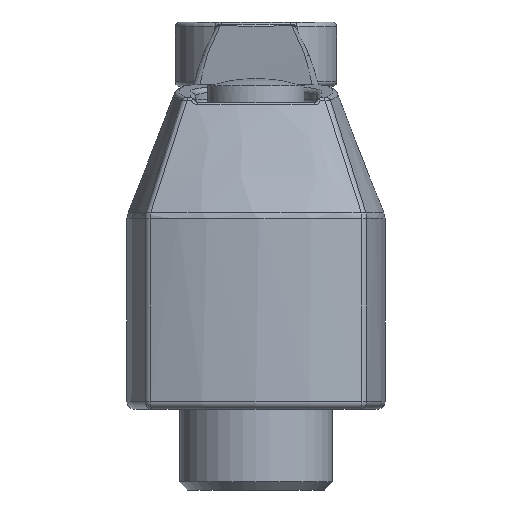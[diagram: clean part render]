
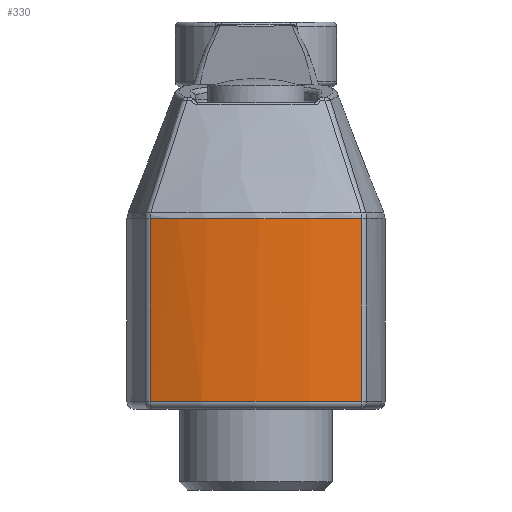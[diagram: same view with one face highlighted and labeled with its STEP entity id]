
A CAD part, left-side view. The second image highlights one B-rep face of the part: STEP entity #330.
In plain terms, the highlighted cylindrical face has radius 19.619 mm (diameter 39.239 mm), a partial arc.
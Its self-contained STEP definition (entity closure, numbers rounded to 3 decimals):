
#330 = ADVANCED_FACE( '', ( #718 ), #719, .T. );
#718 = FACE_OUTER_BOUND( '', #5626, .T. );
#719 = CYLINDRICAL_SURFACE( '', #5627, 19.619 );
#5626 = EDGE_LOOP( '', ( #11007, #11008, #11009, #11010 ) );
#5627 = AXIS2_PLACEMENT_3D( '', #11011, #11012, #11013 );
#11007 = ORIENTED_EDGE( '', *, *, #11610, .T. );
#11008 = ORIENTED_EDGE( '', *, *, #11729, .T. );
#11009 = ORIENTED_EDGE( '', *, *, #11511, .T. );
#11010 = ORIENTED_EDGE( '', *, *, #11494, .T. );
#11011 = CARTESIAN_POINT( '', ( 11.619, 0., 0. ) );
#11012 = DIRECTION( '', ( 0., 0., 1. ) );
#11013 = DIRECTION( '', ( -1., 0., 0. ) );
#11494 = EDGE_CURVE( '', #12022, #12020, #12023, .T. );
#11511 = EDGE_CURVE( '', #12050, #12022, #12051, .F. );
#11610 = EDGE_CURVE( '', #12020, #12198, #12200, .T. );
#11729 = EDGE_CURVE( '', #12198, #12050, #12350, .F. );
#12020 = VERTEX_POINT( '', #13800 );
#12022 = VERTEX_POINT( '', #13805 );
#12023 = B_SPLINE_CURVE_WITH_KNOTS( '', 3, ( #13806, #13807, #13808, #13809, #13810, #13811, #13812, #13813, #13814, #13815, #13816, #13817, #13818, #13819, #13820, #13821, #13822, #13823, #13824, #13825, #13826, #13827, #13828, #13829, #13830, #13831, #13832, #13833, #13834, #13835, #13836, #13837, #13838, #13839, #13840, #13841, #13842 ), .UNSPECIFIED., .F., .F., ( 4, 2, 1, 1, 2, 2, 2, 1, 1, 1, 2, 2, 2, 2, 2, 1, 2, 2, 1, 2, 2, 4 ), ( 0., 0., 0., 0.001, 0.001, 0.002, 0.003, 0.004, 0.004, 0.005, 0.006, 0.007, 0.007, 0.008, 0.009, 0.01, 0.01, 0.011, 0.012, 0.013, 0.013, 0.014 ), .UNSPECIFIED. );
#12050 = VERTEX_POINT( '', #13956 );
#12051 = LINE( '', #13957, #13958 );
#12198 = VERTEX_POINT( '', #14779 );
#12200 = LINE( '', #14781, #14782 );
#12350 = CIRCLE( '', #15740, 19.619 );
#13800 = CARTESIAN_POINT( '', ( -6.869, 6.565, 11.806 ) );
#13805 = CARTESIAN_POINT( '', ( -6.869, -6.565, 11.806 ) );
#13806 = CARTESIAN_POINT( '', ( -6.869, -6.565, 11.806 ) );
#13807 = CARTESIAN_POINT( '', ( -6.881, -6.532, 11.806 ) );
#13808 = CARTESIAN_POINT( '', ( -6.892, -6.499, 11.806 ) );
#13809 = CARTESIAN_POINT( '', ( -6.916, -6.432, 11.806 ) );
#13810 = CARTESIAN_POINT( '', ( -6.95, -6.332, 11.806 ) );
#13811 = CARTESIAN_POINT( '', ( -7.029, -6.099, 11.806 ) );
#13812 = CARTESIAN_POINT( '', ( -7.093, -5.899, 11.805 ) );
#13813 = CARTESIAN_POINT( '', ( -7.216, -5.497, 11.805 ) );
#13814 = CARTESIAN_POINT( '', ( -7.293, -5.228, 11.805 ) );
#13815 = CARTESIAN_POINT( '', ( -7.433, -4.689, 11.804 ) );
#13816 = CARTESIAN_POINT( '', ( -7.498, -4.418, 11.804 ) );
#13817 = CARTESIAN_POINT( '', ( -7.616, -3.875, 11.803 ) );
#13818 = CARTESIAN_POINT( '', ( -7.721, -3.329, 11.802 ) );
#13819 = CARTESIAN_POINT( '', ( -7.845, -2.505, 11.802 ) );
#13820 = CARTESIAN_POINT( '', ( -7.934, -1.675, 11.801 ) );
#13821 = CARTESIAN_POINT( '', ( -7.97, -1.117, 11.801 ) );
#13822 = CARTESIAN_POINT( '', ( -7.988, -0.698, 11.801 ) );
#13823 = CARTESIAN_POINT( '', ( -7.993, -0.558, 11.801 ) );
#13824 = CARTESIAN_POINT( '', ( -7.999, -0.277, 11.801 ) );
#13825 = CARTESIAN_POINT( '', ( -8., -0.136, 11.801 ) );
#13826 = CARTESIAN_POINT( '', ( -8., 0.286, 11.801 ) );
#13827 = CARTESIAN_POINT( '', ( -7.994, 0.567, 11.802 ) );
#13828 = CARTESIAN_POINT( '', ( -7.97, 1.126, 11.802 ) );
#13829 = CARTESIAN_POINT( '', ( -7.952, 1.405, 11.802 ) );
#13830 = CARTESIAN_POINT( '', ( -7.904, 1.96, 11.802 ) );
#13831 = CARTESIAN_POINT( '', ( -7.844, 2.513, 11.802 ) );
#13832 = CARTESIAN_POINT( '', ( -7.762, 3.062, 11.803 ) );
#13833 = CARTESIAN_POINT( '', ( -7.667, 3.608, 11.803 ) );
#13834 = CARTESIAN_POINT( '', ( -7.614, 3.881, 11.803 ) );
#13835 = CARTESIAN_POINT( '', ( -7.497, 4.423, 11.804 ) );
#13836 = CARTESIAN_POINT( '', ( -7.368, 4.964, 11.804 ) );
#13837 = CARTESIAN_POINT( '', ( -7.215, 5.5, 11.805 ) );
#13838 = CARTESIAN_POINT( '', ( -7.092, 5.901, 11.805 ) );
#13839 = CARTESIAN_POINT( '', ( -7.05, 6.034, 11.805 ) );
#13840 = CARTESIAN_POINT( '', ( -6.962, 6.3, 11.806 ) );
#13841 = CARTESIAN_POINT( '', ( -6.916, 6.433, 11.806 ) );
#13842 = CARTESIAN_POINT( '', ( -6.869, 6.565, 11.806 ) );
#13956 = CARTESIAN_POINT( '', ( -6.869, -6.565, 0.5 ) );
#13957 = CARTESIAN_POINT( '', ( -6.869, -6.565, 0. ) );
#13958 = VECTOR( '', #16428, 1000. );
#14779 = CARTESIAN_POINT( '', ( -6.869, 6.565, 0.5 ) );
#14781 = CARTESIAN_POINT( '', ( -6.869, 6.565, 0. ) );
#14782 = VECTOR( '', #16488, 1000. );
#15740 = AXIS2_PLACEMENT_3D( '', #16589, #16590, #16591 );
#16428 = DIRECTION( '', ( 0., 0., -1. ) );
#16488 = DIRECTION( '', ( 0., 0., -1. ) );
#16589 = CARTESIAN_POINT( '', ( 11.619, 0., 0.5 ) );
#16590 = DIRECTION( '', ( 0., 0., -1. ) );
#16591 = DIRECTION( '', ( -1., 0., 0. ) );
